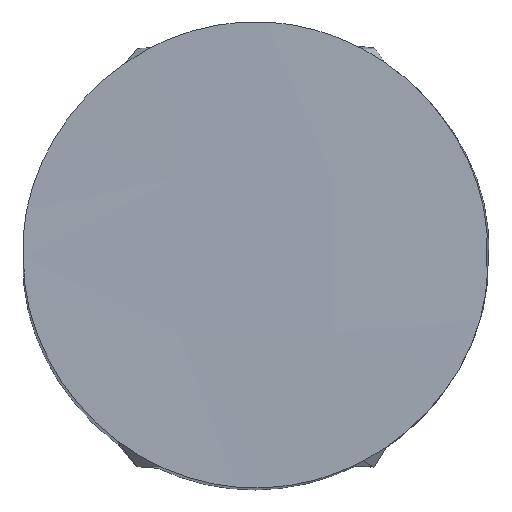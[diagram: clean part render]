
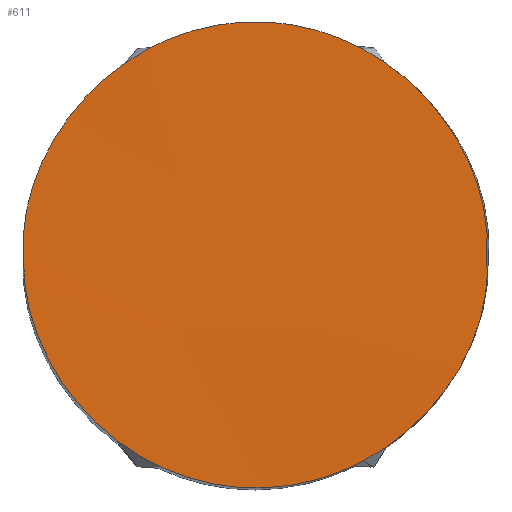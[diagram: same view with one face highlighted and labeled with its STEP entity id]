
A CAD part, top view. The second image highlights one B-rep face of the part: STEP entity #611.
In plain terms, the highlighted free-form (B-spline) face has degree [3, 3] with [4, 4] control points.
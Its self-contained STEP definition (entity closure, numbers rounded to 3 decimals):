
#585 = B_SPLINE_SURFACE_WITH_KNOTS('',3,3,(
    (#586,#587,#588,#589)
    ,(#590,#591,#592,#593)
    ,(#594,#595,#596,#597)
    ,(#598,#599,#600,#601
    )),.UNSPECIFIED.,.F.,.F.,.F.,(4,4),(4,4),(0.,1.),(0.,1.),
  .PIECEWISE_BEZIER_KNOTS.);
#586 = CARTESIAN_POINT('',(-1.032,0.021,0.886
    ));
#587 = CARTESIAN_POINT('',(-1.03,0.014,
    0.927));
#588 = CARTESIAN_POINT('',(-1.033,0.023,
    0.969));
#589 = CARTESIAN_POINT('',(-1.027,0.011,
    1.013));
#590 = CARTESIAN_POINT('',(-1.055,-1.324,
    0.878));
#591 = CARTESIAN_POINT('',(-1.065,-1.325,
    0.926));
#592 = CARTESIAN_POINT('',(-1.063,-1.332,
    0.968));
#593 = CARTESIAN_POINT('',(-1.05,-1.324,1.011)
  );
#594 = CARTESIAN_POINT('',(1.053,-1.319,0.882
    ));
#595 = CARTESIAN_POINT('',(1.062,-1.329,0.919
    ));
#596 = CARTESIAN_POINT('',(1.074,-1.334,0.962
    ));
#597 = CARTESIAN_POINT('',(1.057,-1.325,1.006
    ));
#598 = CARTESIAN_POINT('',(1.03,0.018,
    0.881));
#599 = CARTESIAN_POINT('',(1.036,0.016,
    0.917));
#600 = CARTESIAN_POINT('',(1.031,0.02,
    0.972));
#601 = CARTESIAN_POINT('',(1.041,0.015,
    1.004));
#611 = ADVANCED_FACE('',(#612),#628,.T.);
#612 = FACE_BOUND('',#613,.T.);
#613 = EDGE_LOOP('',(#614,#663));
#614 = ORIENTED_EDGE('',*,*,#615,.T.);
#615 = EDGE_CURVE('',#616,#618,#620,.T.);
#616 = VERTEX_POINT('',#617);
#617 = CARTESIAN_POINT('',(-0.978,0.003,
    0.995));
#618 = VERTEX_POINT('',#619);
#619 = CARTESIAN_POINT('',(0.978,0.,
    0.991));
#620 = SURFACE_CURVE('',#621,(#627,#653),.PCURVE_S1.);
#621 = B_SPLINE_CURVE_WITH_KNOTS('',4,(#622,#623,#624,#625,#626),
  .UNSPECIFIED.,.F.,.F.,(5,5),(0.,1.),.PIECEWISE_BEZIER_KNOTS.);
#622 = CARTESIAN_POINT('',(-0.978,0.003,
    0.995));
#623 = CARTESIAN_POINT('',(-0.996,-0.745,
    1.008));
#624 = CARTESIAN_POINT('',(-0.02,-1.592,
    0.986));
#625 = CARTESIAN_POINT('',(1.031,-0.748,0.995
    ));
#626 = CARTESIAN_POINT('',(0.978,0.,
    0.991));
#627 = PCURVE('',#628,#645);
#628 = B_SPLINE_SURFACE_WITH_KNOTS('',3,3,(
    (#629,#630,#631,#632)
    ,(#633,#634,#635,#636)
    ,(#637,#638,#639,#640)
    ,(#641,#642,#643,#644
    )),.UNSPECIFIED.,.F.,.F.,.F.,(4,4),(4,4),(0.,1.),(0.,1.),
  .PIECEWISE_BEZIER_KNOTS.);
#629 = CARTESIAN_POINT('',(-1.073,-1.019,
    0.995));
#630 = CARTESIAN_POINT('',(-1.075,-0.329,
    0.997));
#631 = CARTESIAN_POINT('',(-1.072,0.343,0.993
    ));
#632 = CARTESIAN_POINT('',(-1.073,1.026,0.992
    ));
#633 = CARTESIAN_POINT('',(-0.389,-1.015,
    0.991));
#634 = CARTESIAN_POINT('',(-0.382,-0.343,1.005
    ));
#635 = CARTESIAN_POINT('',(-0.378,0.356,0.987
    ));
#636 = CARTESIAN_POINT('',(-0.386,1.028,0.992)
  );
#637 = CARTESIAN_POINT('',(0.308,-1.013,0.998
    ));
#638 = CARTESIAN_POINT('',(0.307,-0.336,0.995
    ));
#639 = CARTESIAN_POINT('',(0.308,0.344,1.001)
  );
#640 = CARTESIAN_POINT('',(0.311,1.03,0.988)
  );
#641 = CARTESIAN_POINT('',(0.999,-1.03,0.991
    ));
#642 = CARTESIAN_POINT('',(0.998,-0.341,0.999)
  );
#643 = CARTESIAN_POINT('',(1.,0.335,0.995)
  );
#644 = CARTESIAN_POINT('',(0.997,1.022,0.989)
  );
#645 = DEFINITIONAL_REPRESENTATION('',(#646),#652);
#646 = B_SPLINE_CURVE_WITH_KNOTS('',4,(#647,#648,#649,#650,#651),
  .UNSPECIFIED.,.F.,.F.,(5,5),(0.,1.),.PIECEWISE_BEZIER_KNOTS.);
#647 = CARTESIAN_POINT('',(0.046,0.498));
#648 = CARTESIAN_POINT('',(0.038,0.132));
#649 = CARTESIAN_POINT('',(0.511,-0.283));
#650 = CARTESIAN_POINT('',(1.016,0.136));
#651 = CARTESIAN_POINT('',(0.99,0.501));
#652 = ( GEOMETRIC_REPRESENTATION_CONTEXT(2) 
PARAMETRIC_REPRESENTATION_CONTEXT() REPRESENTATION_CONTEXT('2D SPACE',''
  ) );
#653 = PCURVE('',#585,#654);
#654 = DEFINITIONAL_REPRESENTATION('',(#655),#662);
#655 = B_SPLINE_CURVE_WITH_KNOTS('',5,(#656,#657,#658,#659,#660,#661),
  .UNSPECIFIED.,.F.,.F.,(6,6),(0.,1.),.PIECEWISE_BEZIER_KNOTS.);
#656 = CARTESIAN_POINT('',(0.003,0.9));
#657 = CARTESIAN_POINT('',(0.152,0.984));
#658 = CARTESIAN_POINT('',(0.471,0.872));
#659 = CARTESIAN_POINT('',(0.528,0.936));
#660 = CARTESIAN_POINT('',(0.846,0.914));
#661 = CARTESIAN_POINT('',(0.996,0.809));
#662 = ( GEOMETRIC_REPRESENTATION_CONTEXT(2) 
PARAMETRIC_REPRESENTATION_CONTEXT() REPRESENTATION_CONTEXT('2D SPACE',''
  ) );
#663 = ORIENTED_EDGE('',*,*,#664,.T.);
#664 = EDGE_CURVE('',#618,#616,#665,.T.);
#665 = SURFACE_CURVE('',#666,(#672,#681),.PCURVE_S1.);
#666 = B_SPLINE_CURVE_WITH_KNOTS('',4,(#667,#668,#669,#670,#671),
  .UNSPECIFIED.,.F.,.F.,(5,5),(0.,1.),.PIECEWISE_BEZIER_KNOTS.);
#667 = CARTESIAN_POINT('',(0.978,0.,
    0.991));
#668 = CARTESIAN_POINT('',(1.039,0.757,0.988)
  );
#669 = CARTESIAN_POINT('',(0.001,1.649,
    0.998));
#670 = CARTESIAN_POINT('',(-1.03,0.759,0.989
    ));
#671 = CARTESIAN_POINT('',(-0.978,0.003,
    0.995));
#672 = PCURVE('',#628,#673);
#673 = DEFINITIONAL_REPRESENTATION('',(#674),#680);
#674 = B_SPLINE_CURVE_WITH_KNOTS('',4,(#675,#676,#677,#678,#679),
  .UNSPECIFIED.,.F.,.F.,(5,5),(0.,1.),.PIECEWISE_BEZIER_KNOTS.);
#675 = CARTESIAN_POINT('',(0.99,0.501));
#676 = CARTESIAN_POINT('',(1.019,0.872));
#677 = CARTESIAN_POINT('',(0.519,1.3));
#678 = CARTESIAN_POINT('',(0.021,0.869));
#679 = CARTESIAN_POINT('',(0.046,0.498));
#680 = ( GEOMETRIC_REPRESENTATION_CONTEXT(2) 
PARAMETRIC_REPRESENTATION_CONTEXT() REPRESENTATION_CONTEXT('2D SPACE',''
  ) );
#681 = PCURVE('',#682,#699);
#682 = B_SPLINE_SURFACE_WITH_KNOTS('',3,3,(
    (#683,#684,#685,#686)
    ,(#687,#688,#689,#690)
    ,(#691,#692,#693,#694)
    ,(#695,#696,#697,#698
    )),.UNSPECIFIED.,.F.,.F.,.F.,(4,4),(4,4),(0.,1.),(0.,1.),
  .PIECEWISE_BEZIER_KNOTS.);
#683 = CARTESIAN_POINT('',(1.032,-0.001,
    0.887));
#684 = CARTESIAN_POINT('',(1.033,-0.006,
    0.915));
#685 = CARTESIAN_POINT('',(1.03,0.002,
    0.962));
#686 = CARTESIAN_POINT('',(1.035,-0.009,
    0.991));
#687 = CARTESIAN_POINT('',(1.046,1.339,0.88)
  );
#688 = CARTESIAN_POINT('',(1.067,1.348,0.918)
  );
#689 = CARTESIAN_POINT('',(1.059,1.322,0.957)
  );
#690 = CARTESIAN_POINT('',(1.048,1.34,0.988)
  );
#691 = CARTESIAN_POINT('',(-1.054,1.323,0.881)
  );
#692 = CARTESIAN_POINT('',(-1.068,1.32,0.909
    ));
#693 = CARTESIAN_POINT('',(-1.065,1.332,0.952
    ));
#694 = CARTESIAN_POINT('',(-1.056,1.318,0.989
    ));
#695 = CARTESIAN_POINT('',(-1.027,-0.014,
    0.881));
#696 = CARTESIAN_POINT('',(-1.022,-0.017,
    0.924));
#697 = CARTESIAN_POINT('',(-1.022,-0.016,
    0.954));
#698 = CARTESIAN_POINT('',(-1.019,-0.02,
    0.995));
#699 = DEFINITIONAL_REPRESENTATION('',(#700),#707);
#700 = B_SPLINE_CURVE_WITH_KNOTS('',5,(#701,#702,#703,#704,#705,#706),
  .UNSPECIFIED.,.F.,.F.,(6,6),(0.,1.),.PIECEWISE_BEZIER_KNOTS.);
#701 = CARTESIAN_POINT('',(0.001,0.924));
#702 = CARTESIAN_POINT('',(0.154,1.092));
#703 = CARTESIAN_POINT('',(0.469,0.907));
#704 = CARTESIAN_POINT('',(0.53,1.15));
#705 = CARTESIAN_POINT('',(0.842,1.025));
#706 = CARTESIAN_POINT('',(0.994,1.02));
#707 = ( GEOMETRIC_REPRESENTATION_CONTEXT(2) 
PARAMETRIC_REPRESENTATION_CONTEXT() REPRESENTATION_CONTEXT('2D SPACE',''
  ) );
